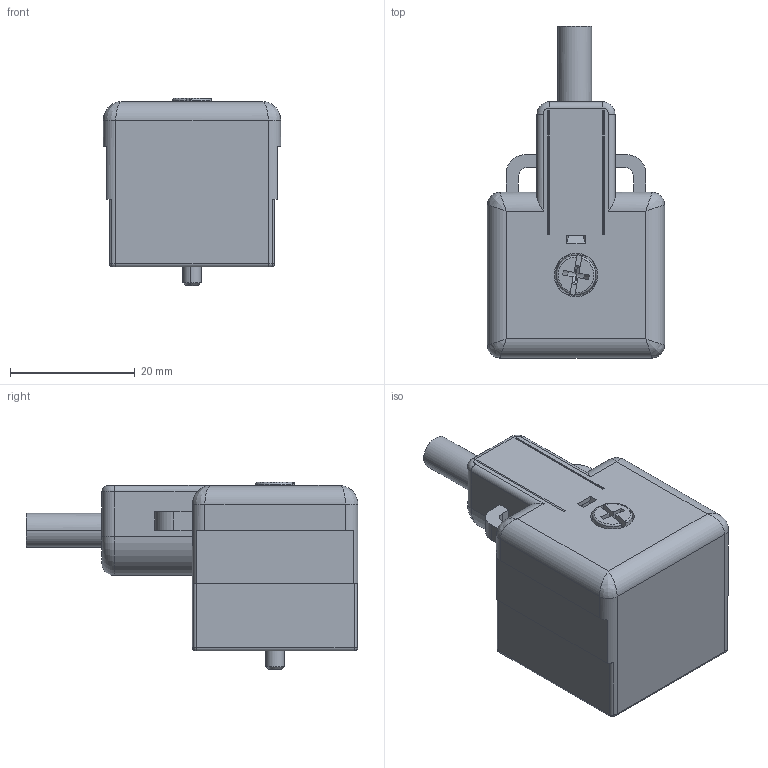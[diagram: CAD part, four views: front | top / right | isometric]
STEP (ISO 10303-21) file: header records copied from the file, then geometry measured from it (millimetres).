
FILE_DESCRIPTION(('CATIA V5 STEP Exchange','CAx-IF Rec.Pracs.--- Model Styling and Organization---1.4--- 2014-01-23'),'2;1');
FILE_NAME ('023644-3_0_1845121000_1845121000.stp','2020-08-19T05:04:18+00:00',('none'),('Weidmueller'),'CATIA Version 5-6 Release 2016 SP3 HF44','CATIA V5 STEP AP214','none');
FILE_SCHEMA(('AUTOMOTIVE_DESIGN { 1 0 10303 214 1 1 1 1 }'));
Length unit declared in the file: millimetre
Products named in the file (1): 1845121000
Bounding box: 28.4 x 53.14 x 30 mm (x, y, z)
Volume: 20745.6 mm3; surface area: 6004.6 mm2
Topology: 7 solids, 7 shells, 366 faces, 973 edges, 632 vertices
Faces by surface type: plane 272, cylinder 60, cone 12, torus 10, bspline 8, sphere 4
Entity records: 11309 total; most frequent: CARTESIAN_POINT 2709, ORIENTED_EDGE 1926, DIRECTION 1467, EDGE_CURVE 953, VECTOR 711, LINE 711, VERTEX_POINT 614, AXIS2_PLACEMENT_3D 441
